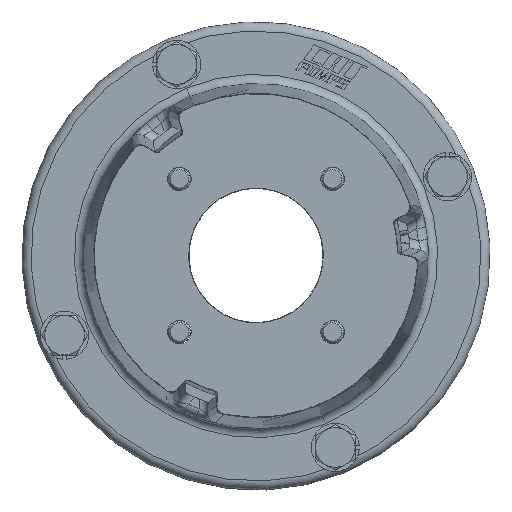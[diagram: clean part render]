
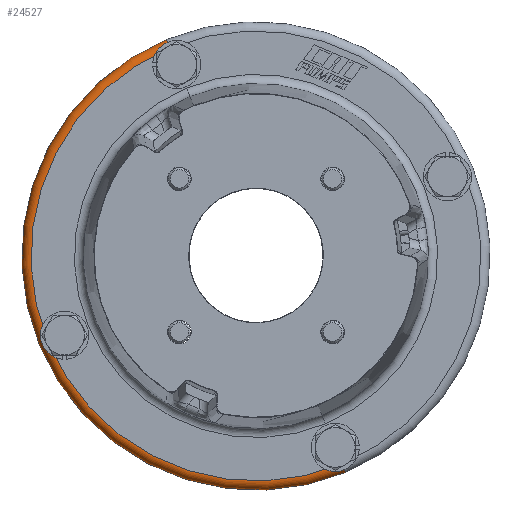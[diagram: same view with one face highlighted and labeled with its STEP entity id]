
A CAD part, top view. The second image highlights one B-rep face of the part: STEP entity #24527.
In plain terms, the highlighted toroidal (fillet/blend) face has major radius 81.026 mm and minor radius 3.302 mm.
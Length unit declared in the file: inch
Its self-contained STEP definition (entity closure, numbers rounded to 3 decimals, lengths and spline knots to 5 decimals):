
#456 = EDGE_CURVE ( 'NONE', #32344, #26682, #11572, .T. ) ;
#2923 = TOROIDAL_SURFACE ( 'NONE', #22963, 3.19, 0.13 ) ;
#4469 = ORIENTED_EDGE ( 'NONE', *, *, #456, .F. ) ;
#5351 = CARTESIAN_POINT ( 'NONE',  ( -1.22076, 2.94718, 0.415 ) ) ;
#6811 = DIRECTION ( 'NONE',  ( 0., 0., -1. ) ) ;
#7835 = DIRECTION ( 'NONE',  ( 0., 0., -1. ) ) ;
#8146 = AXIS2_PLACEMENT_3D ( 'NONE', #12365, #23303, #34244 ) ;
#8170 = CARTESIAN_POINT ( 'NONE',  ( -1.22076, 2.94718, 0.545 ) ) ;
#8684 = CARTESIAN_POINT ( 'NONE',  ( -1.27051, 3.06728, 0.415 ) ) ;
#9754 = CIRCLE ( 'NONE', #22237, 3.32 ) ;
#10435 = CARTESIAN_POINT ( 'NONE',  ( 1.22076, -2.94718, 0.415 ) ) ;
#11507 = CIRCLE ( 'NONE', #31554, 0.13 ) ;
#11572 = CIRCLE ( 'NONE', #8146, 3.19 ) ;
#12182 = CARTESIAN_POINT ( 'NONE',  ( 1.27051, -3.06728, 0.415 ) ) ;
#12365 = CARTESIAN_POINT ( 'NONE',  ( 0., 0., 0.545 ) ) ;
#12861 = ORIENTED_EDGE ( 'NONE', *, *, #24261, .T. ) ;
#14147 = ORIENTED_EDGE ( 'NONE', *, *, #34302, .F. ) ;
#14350 = EDGE_CURVE ( 'NONE', #23436, #16289, #9754, .T. ) ;
#16268 = DIRECTION ( 'NONE',  ( -0.924, -0.383, 0. ) ) ;
#16289 = VERTEX_POINT ( 'NONE', #8684 ) ;
#17027 = AXIS2_PLACEMENT_3D ( 'NONE', #10435, #21362, #32311 ) ;
#17736 = DIRECTION ( 'NONE',  ( -0.383, 0.924, 0. ) ) ;
#18763 = DIRECTION ( 'NONE',  ( -0.383, 0.924, 0. ) ) ;
#19838 = EDGE_LOOP ( 'NONE', ( #14147, #4469, #12861, #35392 ) ) ;
#21362 = DIRECTION ( 'NONE',  ( 0.924, 0.383, 0. ) ) ;
#22237 = AXIS2_PLACEMENT_3D ( 'NONE', #31402, #6811, #17736 ) ;
#22963 = AXIS2_PLACEMENT_3D ( 'NONE', #32406, #7835, #18763 ) ;
#23303 = DIRECTION ( 'NONE',  ( 0., 0., 1. ) ) ;
#23436 = VERTEX_POINT ( 'NONE', #12182 ) ;
#24261 = EDGE_CURVE ( 'NONE', #32344, #16289, #11507, .T. ) ;
#24527 = ADVANCED_FACE ( 'NONE', ( #26826 ), #2923, .T. ) ;
#26682 = VERTEX_POINT ( 'NONE', #31898 ) ;
#26826 = FACE_OUTER_BOUND ( 'NONE', #19838, .T. ) ;
#27222 = DIRECTION ( 'NONE',  ( 0.383, -0.924, 0. ) ) ;
#31402 = CARTESIAN_POINT ( 'NONE',  ( 0., 0., 0.415 ) ) ;
#31554 = AXIS2_PLACEMENT_3D ( 'NONE', #5351, #16268, #27222 ) ;
#31898 = CARTESIAN_POINT ( 'NONE',  ( 1.22076, -2.94718, 0.545 ) ) ;
#32311 = DIRECTION ( 'NONE',  ( -0.383, 0.924, 0. ) ) ;
#32344 = VERTEX_POINT ( 'NONE', #8170 ) ;
#32406 = CARTESIAN_POINT ( 'NONE',  ( 0., 0., 0.415 ) ) ;
#32503 = CIRCLE ( 'NONE', #17027, 0.13 ) ;
#34244 = DIRECTION ( 'NONE',  ( -0.383, 0.924, 0. ) ) ;
#34302 = EDGE_CURVE ( 'NONE', #26682, #23436, #32503, .T. ) ;
#35392 = ORIENTED_EDGE ( 'NONE', *, *, #14350, .F. ) ;
